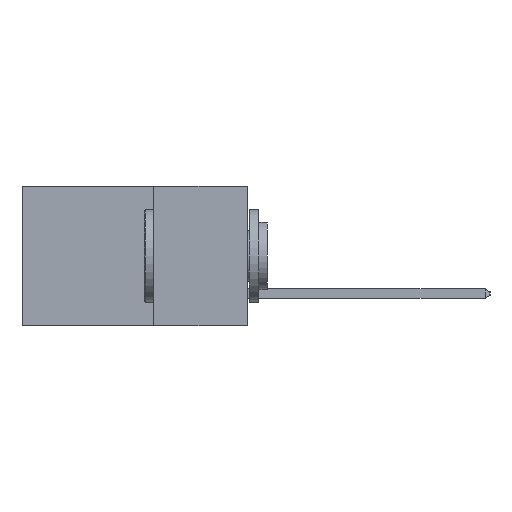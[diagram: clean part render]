
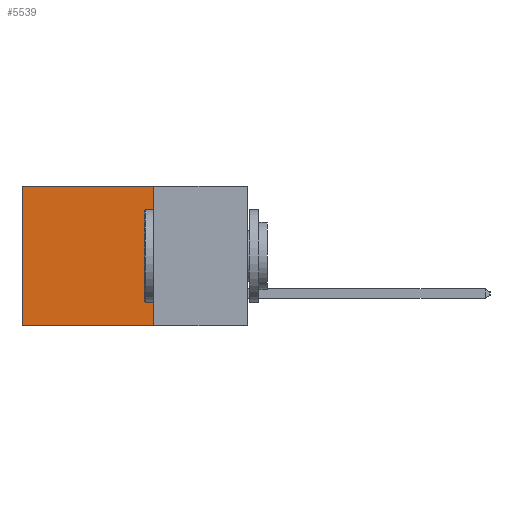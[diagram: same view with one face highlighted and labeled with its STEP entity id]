
A CAD part, left-side view. The second image highlights one B-rep face of the part: STEP entity #5539.
In plain terms, the highlighted planar face has unit normal (-1, 0, 0).
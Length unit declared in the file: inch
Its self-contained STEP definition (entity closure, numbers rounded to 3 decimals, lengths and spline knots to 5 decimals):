
#155 = EDGE_CURVE ( 'NONE', #6184, #11349, #27276, .T. ) ;
#623 = DIRECTION ( 'NONE',  ( 0., 1., 0. ) ) ;
#685 = CARTESIAN_POINT ( 'NONE',  ( 0.298, 0.6, 0. ) ) ;
#1817 = DIRECTION ( 'NONE',  ( 0., 0., -1. ) ) ;
#2650 = ORIENTED_EDGE ( 'NONE', *, *, #155, .T. ) ;
#3545 = EDGE_CURVE ( 'NONE', #25298, #17588, #3897, .T. ) ;
#3897 = LINE ( 'NONE', #26125, #28820 ) ;
#3959 = CARTESIAN_POINT ( 'NONE',  ( 0.298, 0.25, 0. ) ) ;
#4594 = EDGE_LOOP ( 'NONE', ( #2650, #4928, #26941, #26762 ) ) ;
#4928 = ORIENTED_EDGE ( 'NONE', *, *, #12796, .F. ) ;
#5539 = ADVANCED_FACE ( 'NONE', ( #7331 ), #25886, .F. ) ;
#6184 = VERTEX_POINT ( 'NONE', #16383 ) ;
#6244 = DIRECTION ( 'NONE',  ( 0., 1., 0. ) ) ;
#7331 = FACE_OUTER_BOUND ( 'NONE', #4594, .T. ) ;
#9058 = VECTOR ( 'NONE', #1817, 39.37008 ) ;
#11349 = VERTEX_POINT ( 'NONE', #23131 ) ;
#12120 = CARTESIAN_POINT ( 'NONE',  ( 0.298, 0.25, 0. ) ) ;
#12572 = DIRECTION ( 'NONE',  ( 0., 0., -1. ) ) ;
#12796 = EDGE_CURVE ( 'NONE', #17588, #11349, #13144, .T. ) ;
#13144 = LINE ( 'NONE', #25789, #19242 ) ;
#16383 = CARTESIAN_POINT ( 'NONE',  ( 0.298, 0.6, 0. ) ) ;
#17588 = VERTEX_POINT ( 'NONE', #25666 ) ;
#18218 = AXIS2_PLACEMENT_3D ( 'NONE', #25638, #25577, #25535 ) ;
#18527 = VECTOR ( 'NONE', #6244, 39.37008 ) ;
#19242 = VECTOR ( 'NONE', #623, 39.37008 ) ;
#19252 = LINE ( 'NONE', #3959, #18527 ) ;
#20562 = EDGE_CURVE ( 'NONE', #25298, #6184, #19252, .T. ) ;
#23131 = CARTESIAN_POINT ( 'NONE',  ( 0.298, 0.6, -0.37 ) ) ;
#25298 = VERTEX_POINT ( 'NONE', #12120 ) ;
#25535 = DIRECTION ( 'NONE',  ( 0., 0., -1. ) ) ;
#25577 = DIRECTION ( 'NONE',  ( 1., 0., 0. ) ) ;
#25638 = CARTESIAN_POINT ( 'NONE',  ( 0.298, 0.25, 0. ) ) ;
#25666 = CARTESIAN_POINT ( 'NONE',  ( 0.298, 0.25, -0.37 ) ) ;
#25789 = CARTESIAN_POINT ( 'NONE',  ( 0.298, 0.25, -0.37 ) ) ;
#25886 = PLANE ( 'NONE',  #18218 ) ;
#26125 = CARTESIAN_POINT ( 'NONE',  ( 0.298, 0.25, 0. ) ) ;
#26762 = ORIENTED_EDGE ( 'NONE', *, *, #20562, .T. ) ;
#26941 = ORIENTED_EDGE ( 'NONE', *, *, #3545, .F. ) ;
#27276 = LINE ( 'NONE', #685, #9058 ) ;
#28820 = VECTOR ( 'NONE', #12572, 39.37008 ) ;
